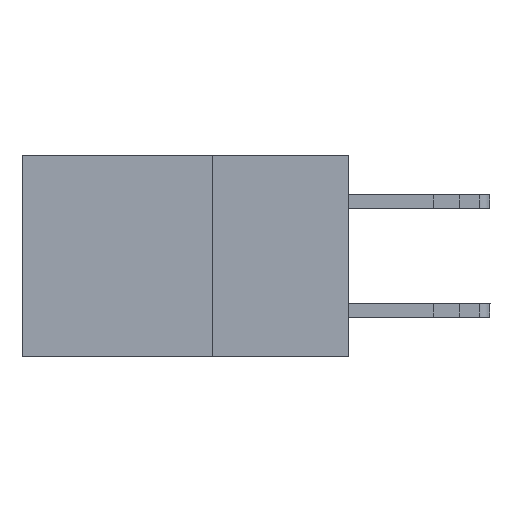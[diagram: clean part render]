
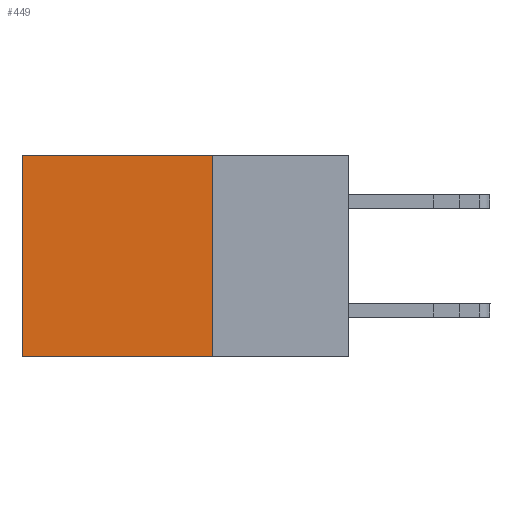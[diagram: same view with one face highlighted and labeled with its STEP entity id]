
A CAD part, left-side view. The second image highlights one B-rep face of the part: STEP entity #449.
In plain terms, the highlighted planar face has unit normal (-1, 0, 0).
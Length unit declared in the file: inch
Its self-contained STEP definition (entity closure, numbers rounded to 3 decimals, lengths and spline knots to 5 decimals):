
#161 = CARTESIAN_POINT ( 'NONE',  ( 0.2615, 0.25, -0.37 ) ) ;
#449 = ADVANCED_FACE ( 'NONE', ( #9187 ), #934, .F. ) ;
#640 = VECTOR ( 'NONE', #3009, 39.37008 ) ;
#873 = EDGE_CURVE ( 'NONE', #10938, #2352, #8747, .T. ) ;
#887 = ORIENTED_EDGE ( 'NONE', *, *, #8580, .T. ) ;
#934 = PLANE ( 'NONE',  #1481 ) ;
#1481 = AXIS2_PLACEMENT_3D ( 'NONE', #161, #10847, #10750 ) ;
#2352 = VERTEX_POINT ( 'NONE', #4372 ) ;
#2361 = EDGE_CURVE ( 'NONE', #2352, #7366, #9801, .T. ) ;
#3004 = EDGE_CURVE ( 'NONE', #10938, #9124, #10909, .T. ) ;
#3009 = DIRECTION ( 'NONE',  ( 0., 1., 0. ) ) ;
#3119 = DIRECTION ( 'NONE',  ( 0., 1., 0. ) ) ;
#3487 = ORIENTED_EDGE ( 'NONE', *, *, #2361, .F. ) ;
#3567 = CARTESIAN_POINT ( 'NONE',  ( 0.2615, 0.25, -0.37 ) ) ;
#4365 = LINE ( 'NONE', #9103, #8349 ) ;
#4372 = CARTESIAN_POINT ( 'NONE',  ( 0.2615, 0.25, -0.37 ) ) ;
#4533 = VECTOR ( 'NONE', #4844, 39.37008 ) ;
#4769 = CARTESIAN_POINT ( 'NONE',  ( 0.2615, 0.25, -0.37 ) ) ;
#4844 = DIRECTION ( 'NONE',  ( 0., 0., -1. ) ) ;
#6185 = ORIENTED_EDGE ( 'NONE', *, *, #3004, .T. ) ;
#7279 = VECTOR ( 'NONE', #3119, 39.37008 ) ;
#7366 = VERTEX_POINT ( 'NONE', #10429 ) ;
#7424 = CARTESIAN_POINT ( 'NONE',  ( 0.2615, 0.6, 0. ) ) ;
#7760 = EDGE_LOOP ( 'NONE', ( #887, #3487, #9448, #6185 ) ) ;
#8349 = VECTOR ( 'NONE', #9832, 39.37008 ) ;
#8579 = CARTESIAN_POINT ( 'NONE',  ( 0.2615, 0.25, 0. ) ) ;
#8580 = EDGE_CURVE ( 'NONE', #9124, #7366, #4365, .T. ) ;
#8747 = LINE ( 'NONE', #4769, #4533 ) ;
#8810 = CARTESIAN_POINT ( 'NONE',  ( 0.2615, 0.25, 0. ) ) ;
#9103 = CARTESIAN_POINT ( 'NONE',  ( 0.2615, 0.6, -0.37 ) ) ;
#9124 = VERTEX_POINT ( 'NONE', #7424 ) ;
#9187 = FACE_OUTER_BOUND ( 'NONE', #7760, .T. ) ;
#9448 = ORIENTED_EDGE ( 'NONE', *, *, #873, .F. ) ;
#9801 = LINE ( 'NONE', #3567, #640 ) ;
#9832 = DIRECTION ( 'NONE',  ( 0., 0., -1. ) ) ;
#10429 = CARTESIAN_POINT ( 'NONE',  ( 0.2615, 0.6, -0.37 ) ) ;
#10750 = DIRECTION ( 'NONE',  ( 0., 0., -1. ) ) ;
#10847 = DIRECTION ( 'NONE',  ( 1., 0., 0. ) ) ;
#10909 = LINE ( 'NONE', #8810, #7279 ) ;
#10938 = VERTEX_POINT ( 'NONE', #8579 ) ;
